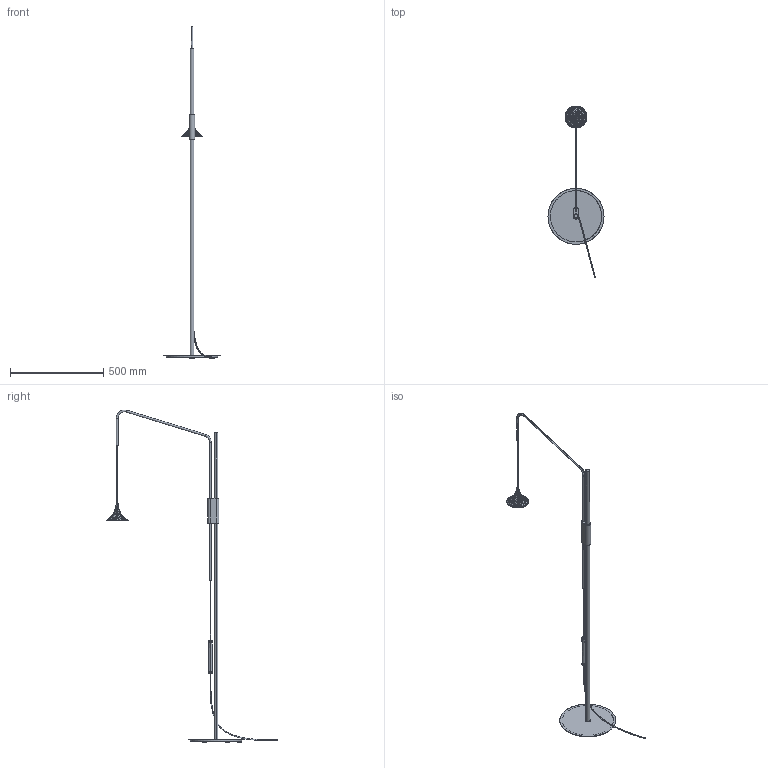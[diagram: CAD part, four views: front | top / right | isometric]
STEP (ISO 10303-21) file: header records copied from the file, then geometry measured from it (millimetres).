
FILE_DESCRIPTION(/* description */ (''),/* implementation_level */ '2;1');
FILE_NAME(/* name */ 'Unterlinden Floor',/* time_stamp */ '2024-05-27T17:09:26+02:00',/* author */ (''),/* organization */ (''),/* preprocessor_version */ 'ST-DEVELOPER v16.5',/* originating_system */ 'Rhino 7.37',/* authorisation */ '');
FILE_SCHEMA (('AUTOMOTIVE_DESIGN'));
Length unit declared in the file: millimetre
Products named in the file (12): Document; Blocco 01; Blocco 02; Blocco 03; Blocco 04; Blocco 06; Blocco 08; Blocco 18; Blocco 19; Blocco 20; Blocco 23; Blocco 10
Assembly tree (11 placements, depth 2):
  Document
    Blocco 01
    Blocco 02
    Blocco 03
    Blocco 04
    Blocco 06
    Blocco 08
    Blocco 18
    Blocco 19
    Blocco 20
    Blocco 23
    Blocco 10
Bounding box: 300 x 918.47 x 1778.01 mm (x, y, z)
Volume: 898097.7 mm3; surface area: 566324.9 mm2
Topology: 6 solids, 84 shells, 294 faces, 754 edges, 503 vertices
Faces by surface type: bspline 176, cylinder 72, plane 46
Entity records: 35845 total; most frequent: CARTESIAN_POINT 28531, ORIENTED_EDGE 1223, EDGE_CURVE 746, VERTEX_POINT 498, COLOUR_RGB 325, FILL_AREA_STYLE_COLOUR 325, FILL_AREA_STYLE 325, SURFACE_STYLE_FILL_AREA 325
